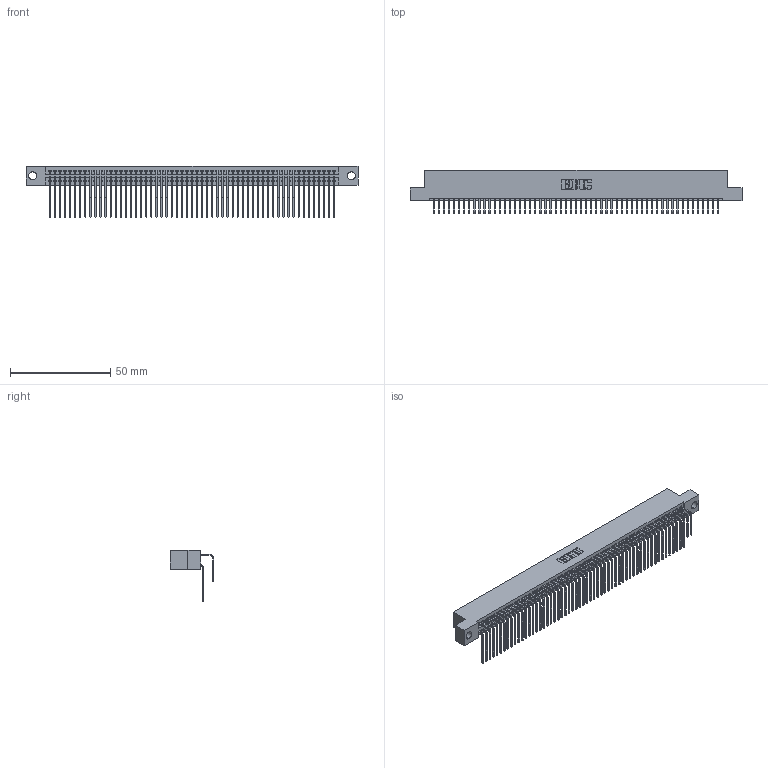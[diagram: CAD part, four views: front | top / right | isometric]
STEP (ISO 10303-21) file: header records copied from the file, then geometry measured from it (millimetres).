
FILE_DESCRIPTION (( 'STEP AP203' ), '1' );
FILE_NAME ('395-114-558-204.STEP', '2018-12-01T19:05:49', ( '' ), ( '' ), 'SwSTEP 2.0', 'SolidWorks 2016', '' );
FILE_SCHEMA (( 'CONFIG_CONTROL_DESIGN' ));
Length unit declared in the file: inch
Products named in the file (4): 345-292-001_558 Tail - 2; 345 Part_Flush Mounting Lugs - 0.156 Dia-TH; 345-292-001_558 559 Tail - 1; 395-114-558-204
Assembly tree (115 placements, depth 2):
  395-114-558-204
    345 Part_Flush Mounting Lugs - 0.156 Dia-TH
    345-292-001_558 559 Tail - 1  x57
    345-292-001_558 Tail - 2  x57
Bounding box: 165.99 x 21.83 x 25.53 mm (x, y, z)
Volume: 16833.4 mm3; surface area: 28080.6 mm2
Topology: 115 solids, 115 shells, 6054 faces, 18011 edges, 11854 vertices
Faces by surface type: plane 4070, cylinder 1984
Entity records: 44359 total; most frequent: CARTESIAN_POINT 7467, ORIENTED_EDGE 7350, DIRECTION 6539, EDGE_CURVE 3675, LINE 3275, VECTOR 3275, VERTEX_POINT 2446, AXIS2_PLACEMENT_3D 1632
